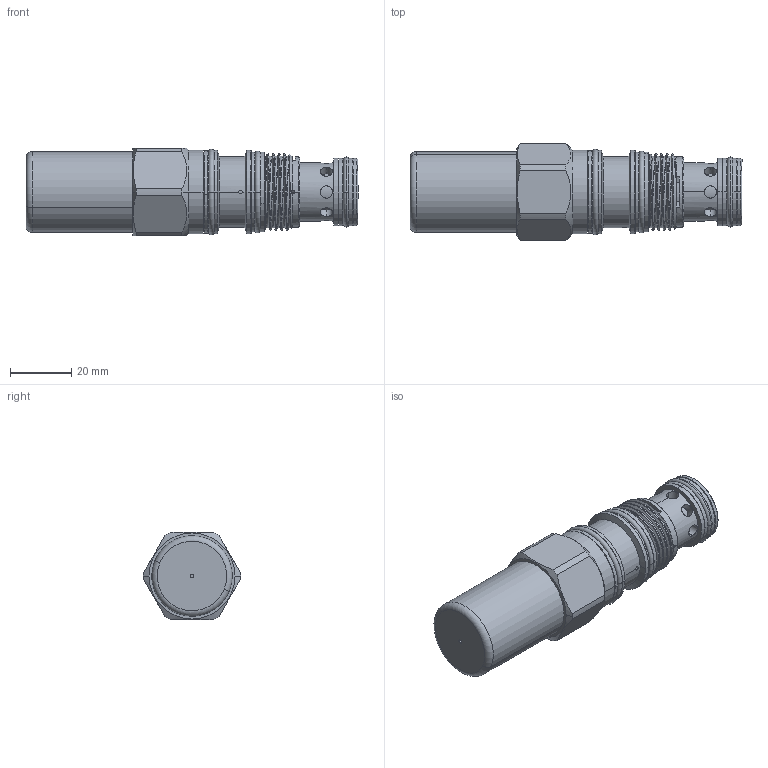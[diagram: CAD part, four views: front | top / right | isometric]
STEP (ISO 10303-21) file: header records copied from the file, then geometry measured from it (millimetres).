
FILE_DESCRIPTION (( 'STEP AP203' ), '1' );
FILE_NAME ('RV2A30-C.STEP', '2016-08-05T02:15:52', ( '' ), ( '' ), 'SwSTEP 2.0', 'SolidWorks 2012', '' );
FILE_SCHEMA (( 'CONFIG_CONTROL_DESIGN' ));
Length unit declared in the file: millimetre
Products named in the file (1): RV2A30-C
Bounding box: 108.77 x 31.8 x 28.57 mm (x, y, z)
Volume: 54229.6 mm3; surface area: 14954.8 mm2
Topology: 4 solids, 4 shells, 184 faces, 415 edges, 260 vertices
Faces by surface type: cylinder 106, plane 33, cone 22, torus 20, bspline 3
Entity records: 7657 total; most frequent: CARTESIAN_POINT 3519, DIRECTION 868, ORIENTED_EDGE 830, EDGE_CURVE 415, AXIS2_PLACEMENT_3D 372, VERTEX_POINT 260, EDGE_LOOP 211, CIRCLE 190
